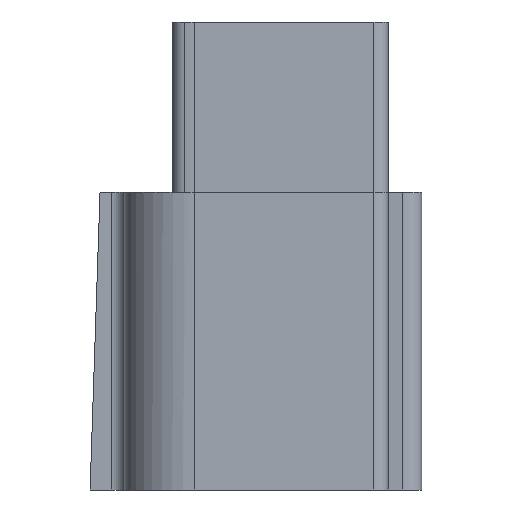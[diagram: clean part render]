
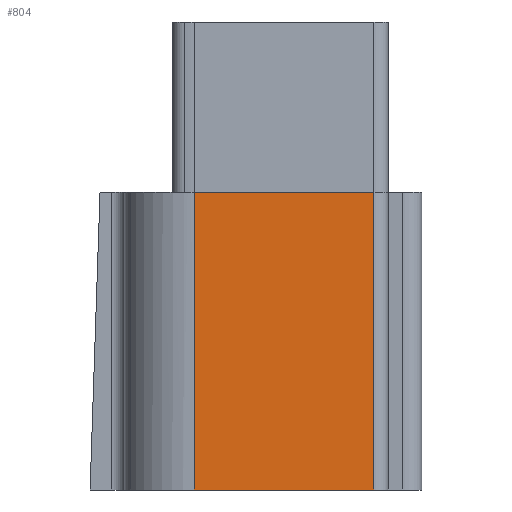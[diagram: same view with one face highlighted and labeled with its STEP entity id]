
A CAD part, front view. The second image highlights one B-rep face of the part: STEP entity #804.
In plain terms, the highlighted planar face has unit normal (0, -1, 0).
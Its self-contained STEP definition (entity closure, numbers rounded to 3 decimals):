
#232 = VERTEX_POINT('',#233);
#233 = CARTESIAN_POINT('',(0.,0.,3.));
#240 = EDGE_CURVE('',#241,#232,#243,.T.);
#241 = VERTEX_POINT('',#242);
#242 = CARTESIAN_POINT('',(12.662,0.,3.));
#243 = LINE('',#244,#245);
#244 = CARTESIAN_POINT('',(6.504,0.,3.));
#245 = VECTOR('',#246,1.);
#246 = DIRECTION('',(-1.,0.,0.));
#784 = EDGE_CURVE('',#241,#785,#787,.T.);
#785 = VERTEX_POINT('',#786);
#786 = CARTESIAN_POINT('',(12.662,0.,24.));
#787 = LINE('',#788,#789);
#788 = CARTESIAN_POINT('',(12.662,0.,0.));
#789 = VECTOR('',#790,1.);
#790 = DIRECTION('',(0.,0.,1.));
#804 = ADVANCED_FACE('',(#805),#823,.T.);
#805 = FACE_BOUND('',#806,.T.);
#806 = EDGE_LOOP('',(#807,#808,#809,#817));
#807 = ORIENTED_EDGE('',*,*,#240,.F.);
#808 = ORIENTED_EDGE('',*,*,#784,.T.);
#809 = ORIENTED_EDGE('',*,*,#810,.T.);
#810 = EDGE_CURVE('',#785,#811,#813,.T.);
#811 = VERTEX_POINT('',#812);
#812 = CARTESIAN_POINT('',(0.,0.,24.));
#813 = LINE('',#814,#815);
#814 = CARTESIAN_POINT('',(12.662,0.,24.));
#815 = VECTOR('',#816,1.);
#816 = DIRECTION('',(-1.,0.,0.));
#817 = ORIENTED_EDGE('',*,*,#818,.F.);
#818 = EDGE_CURVE('',#232,#811,#819,.T.);
#819 = LINE('',#820,#821);
#820 = CARTESIAN_POINT('',(0.,0.,0.));
#821 = VECTOR('',#822,1.);
#822 = DIRECTION('',(0.,0.,1.));
#823 = PLANE('',#824);
#824 = AXIS2_PLACEMENT_3D('',#825,#826,#827);
#825 = CARTESIAN_POINT('',(12.662,0.,0.));
#826 = DIRECTION('',(0.,-1.,0.));
#827 = DIRECTION('',(-1.,0.,0.));
